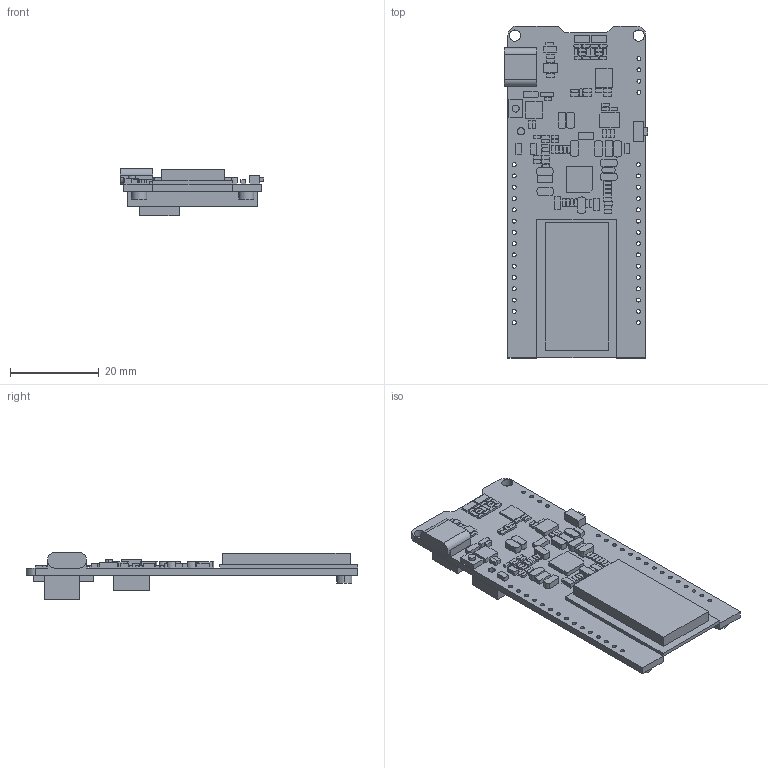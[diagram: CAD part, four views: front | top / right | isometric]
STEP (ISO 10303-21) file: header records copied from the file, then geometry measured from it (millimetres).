
FILE_DESCRIPTION((''),'2;1');
FILE_NAME('0-PCB','2023-06-07T13:48:44',('HR'),(''),'CREO PARAMETRIC BY PTC INC, 2019010','CREO PARAMETRIC BY PTC INC, 2019010','');
FILE_SCHEMA(('AUTOMOTIVE_DESIGN { 1 0 10303 214 1 1 1 1 }'));
Length unit declared in the file: millimetre
Products named in the file (1): 0-PCB
Bounding box: 32.37 x 74.78 x 10.6 mm (x, y, z)
Volume: 6971.7 mm3; surface area: 6603.5 mm2
Topology: 1 solids, 1 shells, 645 faces, 1598 edges, 1064 vertices
Faces by surface type: plane 481, cylinder 164
Entity records: 19271 total; most frequent: CARTESIAN_POINT 3309, DIRECTION 3216, ORIENTED_EDGE 3196, EDGE_CURVE 1598, VECTOR 1270, LINE 1270, VERTEX_POINT 1064, AXIS2_PLACEMENT_3D 973
